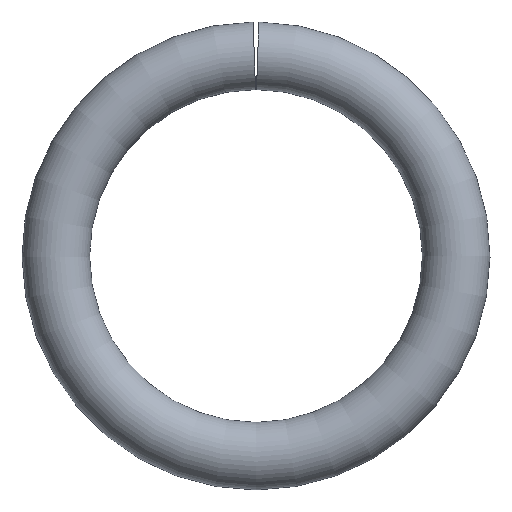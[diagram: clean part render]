
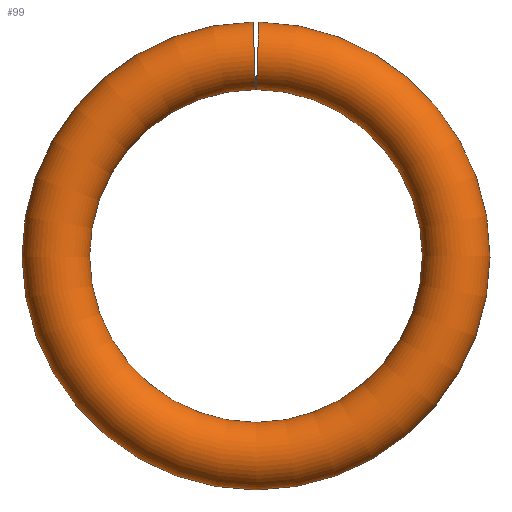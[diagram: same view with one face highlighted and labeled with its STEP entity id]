
A CAD part, left-side view. The second image highlights one B-rep face of the part: STEP entity #99.
In plain terms, the highlighted toroidal (fillet/blend) face has major radius 3.85 mm and minor radius 0.65 mm.
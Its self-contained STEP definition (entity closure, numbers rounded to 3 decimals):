
#22=B_SPLINE_CURVE_WITH_KNOTS('',3,(#164,#165,#166,#167,#168,#169,#170),
 .UNSPECIFIED.,.F.,.F.,(4,1,1,1,4),(0.,0.001,
0.001,0.002,0.002),
 .UNSPECIFIED.);
#23=B_SPLINE_CURVE_WITH_KNOTS('',3,(#174,#175,#176,#177,#178,#179,#180),
 .UNSPECIFIED.,.F.,.F.,(4,1,1,1,4),(0.,0.001,
0.001,0.002,0.002),
 .UNSPECIFIED.);
#26=TOROIDAL_SURFACE('',#120,3.85,0.65);
#40=ORIENTED_EDGE('',*,*,#62,.F.);
#41=ORIENTED_EDGE('',*,*,#64,.T.);
#42=ORIENTED_EDGE('',*,*,#65,.T.);
#43=ORIENTED_EDGE('',*,*,#66,.T.);
#62=EDGE_CURVE('',#74,#75,#81,.T.);
#64=EDGE_CURVE('',#74,#76,#22,.T.);
#65=EDGE_CURVE('',#76,#77,#82,.T.);
#66=EDGE_CURVE('',#77,#75,#23,.T.);
#74=VERTEX_POINT('',#159);
#75=VERTEX_POINT('',#161);
#76=VERTEX_POINT('',#171);
#77=VERTEX_POINT('',#173);
#81=CIRCLE('',#119,4.5);
#82=CIRCLE('',#121,3.2);
#85=EDGE_LOOP('',(#40,#41,#42,#43));
#91=FACE_BOUND('',#85,.T.);
#99=ADVANCED_FACE('',(#91),#26,.T.);
#119=AXIS2_PLACEMENT_3D('',#160,#134,#135);
#120=AXIS2_PLACEMENT_3D('',#163,#137,#138);
#121=AXIS2_PLACEMENT_3D('',#172,#139,#140);
#134=DIRECTION('',(1.,0.,0.));
#135=DIRECTION('',(0.,0.,-1.));
#137=DIRECTION('',(1.,0.,0.));
#138=DIRECTION('',(0.,0.,-1.));
#139=DIRECTION('',(1.,0.,0.));
#140=DIRECTION('',(0.,0.,-1.));
#159=CARTESIAN_POINT('',(0.65,-0.055,4.5));
#160=CARTESIAN_POINT('',(0.65,0.,0.));
#161=CARTESIAN_POINT('',(0.65,0.055,4.5));
#163=CARTESIAN_POINT('',(0.65,0.,0.));
#164=CARTESIAN_POINT('',(0.65,-0.055,4.5));
#165=CARTESIAN_POINT('',(0.478,-0.055,4.5));
#166=CARTESIAN_POINT('',(0.141,-0.05,4.359));
#167=CARTESIAN_POINT('',(-0.071,-0.033,3.85));
#168=CARTESIAN_POINT('',(0.141,-0.015,3.341));
#169=CARTESIAN_POINT('',(0.478,-0.01,3.2));
#170=CARTESIAN_POINT('',(0.65,-0.01,3.2));
#171=CARTESIAN_POINT('',(0.65,-0.01,3.2));
#172=CARTESIAN_POINT('',(0.65,0.,0.));
#173=CARTESIAN_POINT('',(0.65,0.01,3.2));
#174=CARTESIAN_POINT('',(0.65,0.01,3.2));
#175=CARTESIAN_POINT('',(0.478,0.01,3.2));
#176=CARTESIAN_POINT('',(0.142,0.015,3.341));
#177=CARTESIAN_POINT('',(-0.071,0.033,3.849));
#178=CARTESIAN_POINT('',(0.141,0.05,4.359));
#179=CARTESIAN_POINT('',(0.478,0.055,4.5));
#180=CARTESIAN_POINT('',(0.65,0.055,4.5));
